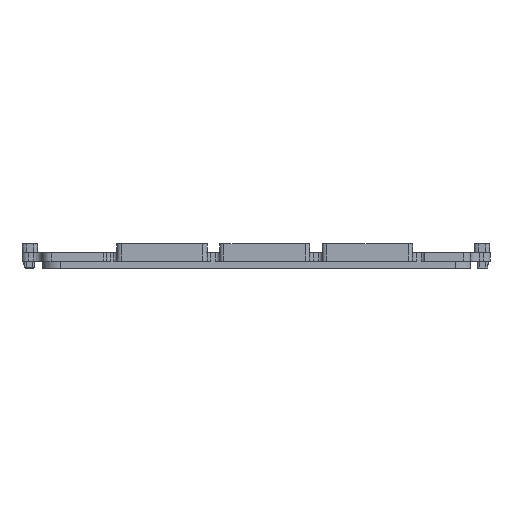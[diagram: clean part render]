
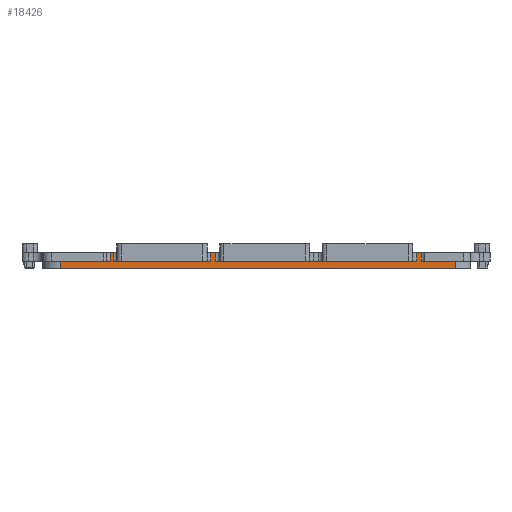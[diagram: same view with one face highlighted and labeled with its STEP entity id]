
A CAD part, front view. The second image highlights one B-rep face of the part: STEP entity #18426.
In plain terms, the highlighted planar face has unit normal (0, -1, 0).
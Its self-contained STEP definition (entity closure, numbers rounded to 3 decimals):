
#2243=FACE_OUTER_BOUND('',#3332,.T.);
#3332=EDGE_LOOP('',(#16277,#16278,#16279,#16280,#16281,#16282,#16283,#16284,
#16285,#16286,#16287,#16288,#16289,#16290,#16291,#16292));
#3604=LINE('',#25930,#5432);
#3969=LINE('',#27362,#5797);
#3973=LINE('',#27382,#5801);
#3981=LINE('',#27422,#5809);
#5021=LINE('',#30259,#6849);
#5060=LINE('',#30362,#6888);
#5106=LINE('',#30510,#6934);
#5127=LINE('',#30655,#6955);
#5128=LINE('',#30658,#6956);
#5147=LINE('',#30721,#6975);
#5148=LINE('',#30723,#6976);
#5149=LINE('',#30724,#6977);
#5150=LINE('',#30725,#6978);
#5151=LINE('',#30726,#6979);
#5152=LINE('',#30727,#6980);
#5153=LINE('',#30728,#6981);
#5432=VECTOR('',#20530,1.);
#5797=VECTOR('',#21611,1.);
#5801=VECTOR('',#21627,1.);
#5809=VECTOR('',#21659,1.);
#6849=VECTOR('',#24749,1.);
#6888=VECTOR('',#24860,1.);
#6934=VECTOR('',#24994,1.);
#6955=VECTOR('',#25033,1.);
#6956=VECTOR('',#25038,1.);
#6975=VECTOR('',#25099,1.);
#6976=VECTOR('',#25102,1.);
#6977=VECTOR('',#25103,1.);
#6978=VECTOR('',#25104,1.);
#6979=VECTOR('',#25105,1.);
#6980=VECTOR('',#25106,1.);
#6981=VECTOR('',#25107,1.);
#7260=VERTEX_POINT('',#25927);
#7261=VERTEX_POINT('',#25929);
#7969=VERTEX_POINT('',#27359);
#7970=VERTEX_POINT('',#27361);
#7979=VERTEX_POINT('',#27379);
#7980=VERTEX_POINT('',#27381);
#7999=VERTEX_POINT('',#27419);
#8000=VERTEX_POINT('',#27421);
#8771=VERTEX_POINT('',#30256);
#8772=VERTEX_POINT('',#30258);
#8799=VERTEX_POINT('',#30359);
#8800=VERTEX_POINT('',#30361);
#8857=VERTEX_POINT('',#30507);
#8858=VERTEX_POINT('',#30509);
#8874=VERTEX_POINT('',#30652);
#8875=VERTEX_POINT('',#30654);
#9084=EDGE_CURVE('',#7261,#7260,#3604,.T.);
#9802=EDGE_CURVE('',#7970,#7969,#3969,.T.);
#9812=EDGE_CURVE('',#7980,#7979,#3973,.T.);
#9832=EDGE_CURVE('',#8000,#7999,#3981,.T.);
#11257=EDGE_CURVE('',#8771,#8772,#5021,.T.);
#11310=EDGE_CURVE('',#8799,#8800,#5060,.T.);
#11386=EDGE_CURVE('',#8857,#8858,#5106,.T.);
#11414=EDGE_CURVE('',#8874,#8875,#5127,.T.);
#11416=EDGE_CURVE('',#8875,#7260,#5128,.T.);
#11448=EDGE_CURVE('',#7261,#8799,#5147,.T.);
#11449=EDGE_CURVE('',#7999,#8772,#5148,.T.);
#11450=EDGE_CURVE('',#8771,#7980,#5149,.T.);
#11451=EDGE_CURVE('',#7979,#8858,#5150,.T.);
#11452=EDGE_CURVE('',#8857,#7970,#5151,.T.);
#11453=EDGE_CURVE('',#7969,#8800,#5152,.T.);
#11454=EDGE_CURVE('',#8874,#8000,#5153,.T.);
#16277=ORIENTED_EDGE('',*,*,#9832,.T.);
#16278=ORIENTED_EDGE('',*,*,#11449,.T.);
#16279=ORIENTED_EDGE('',*,*,#11257,.F.);
#16280=ORIENTED_EDGE('',*,*,#11450,.T.);
#16281=ORIENTED_EDGE('',*,*,#9812,.T.);
#16282=ORIENTED_EDGE('',*,*,#11451,.T.);
#16283=ORIENTED_EDGE('',*,*,#11386,.F.);
#16284=ORIENTED_EDGE('',*,*,#11452,.T.);
#16285=ORIENTED_EDGE('',*,*,#9802,.T.);
#16286=ORIENTED_EDGE('',*,*,#11453,.T.);
#16287=ORIENTED_EDGE('',*,*,#11310,.F.);
#16288=ORIENTED_EDGE('',*,*,#11448,.F.);
#16289=ORIENTED_EDGE('',*,*,#9084,.T.);
#16290=ORIENTED_EDGE('',*,*,#11416,.F.);
#16291=ORIENTED_EDGE('',*,*,#11414,.F.);
#16292=ORIENTED_EDGE('',*,*,#11454,.T.);
#17609=PLANE('',#20188);
#18426=ADVANCED_FACE('',(#2243),#17609,.T.);
#20188=AXIS2_PLACEMENT_3D('',#30722,#25100,#25101);
#20530=DIRECTION('',(1.,0.,0.));
#21611=DIRECTION('',(-1.,0.,0.));
#21627=DIRECTION('',(-1.,0.,0.));
#21659=DIRECTION('',(-1.,0.,0.));
#24749=DIRECTION('',(1.,0.,0.));
#24860=DIRECTION('',(1.,0.,0.));
#24994=DIRECTION('',(1.,0.,0.));
#25033=DIRECTION('',(1.,0.,0.));
#25038=DIRECTION('',(0.,0.,-1.));
#25099=DIRECTION('',(0.,0.,1.));
#25100=DIRECTION('center_axis',(0.,-1.,0.));
#25101=DIRECTION('ref_axis',(1.,0.,0.));
#25102=DIRECTION('',(0.,0.,-1.));
#25103=DIRECTION('',(0.,0.,1.));
#25104=DIRECTION('',(0.,0.,-1.));
#25105=DIRECTION('',(0.,0.,1.));
#25106=DIRECTION('',(0.,0.,-1.));
#25107=DIRECTION('',(0.,0.,1.));
#25927=CARTESIAN_POINT('',(176.851,-151.875,-16.232));
#25929=CARTESIAN_POINT('',(88.291,-151.875,-16.232));
#25930=CARTESIAN_POINT('',(85.291,-151.875,-16.232));
#27359=CARTESIAN_POINT('',(99.555,-151.875,-12.732));
#27361=CARTESIAN_POINT('',(100.205,-151.875,-12.732));
#27362=CARTESIAN_POINT('',(132.186,-151.875,-12.732));
#27379=CARTESIAN_POINT('',(122.055,-151.875,-12.732));
#27381=CARTESIAN_POINT('',(123.205,-151.875,-12.732));
#27382=CARTESIAN_POINT('',(132.186,-151.875,-12.732));
#27419=CARTESIAN_POINT('',(168.167,-151.875,-12.732));
#27421=CARTESIAN_POINT('',(169.205,-151.875,-12.732));
#27422=CARTESIAN_POINT('',(132.186,-151.875,-12.732));
#30256=CARTESIAN_POINT('',(123.205,-151.875,-14.632));
#30258=CARTESIAN_POINT('',(168.167,-151.875,-14.632));
#30259=CARTESIAN_POINT('',(170.761,-151.875,-14.632));
#30359=CARTESIAN_POINT('',(88.291,-151.875,-14.632));
#30361=CARTESIAN_POINT('',(99.555,-151.875,-14.632));
#30362=CARTESIAN_POINT('',(170.761,-151.875,-14.632));
#30507=CARTESIAN_POINT('',(100.205,-151.875,-14.632));
#30509=CARTESIAN_POINT('',(122.055,-151.875,-14.632));
#30510=CARTESIAN_POINT('',(170.761,-151.875,-14.632));
#30652=CARTESIAN_POINT('',(169.205,-151.875,-14.632));
#30654=CARTESIAN_POINT('',(176.851,-151.875,-14.632));
#30655=CARTESIAN_POINT('',(170.761,-151.875,-14.632));
#30658=CARTESIAN_POINT('',(176.851,-151.875,-15.432));
#30721=CARTESIAN_POINT('',(88.291,-151.875,-16.232));
#30722=CARTESIAN_POINT('Origin',(85.291,-151.875,-14.632));
#30723=CARTESIAN_POINT('',(168.167,-151.875,-14.632));
#30724=CARTESIAN_POINT('',(123.205,-151.875,-12.732));
#30725=CARTESIAN_POINT('',(122.055,-151.875,-14.632));
#30726=CARTESIAN_POINT('',(100.205,-151.875,-12.732));
#30727=CARTESIAN_POINT('',(99.555,-151.875,-14.632));
#30728=CARTESIAN_POINT('',(169.205,-151.875,-12.732));
